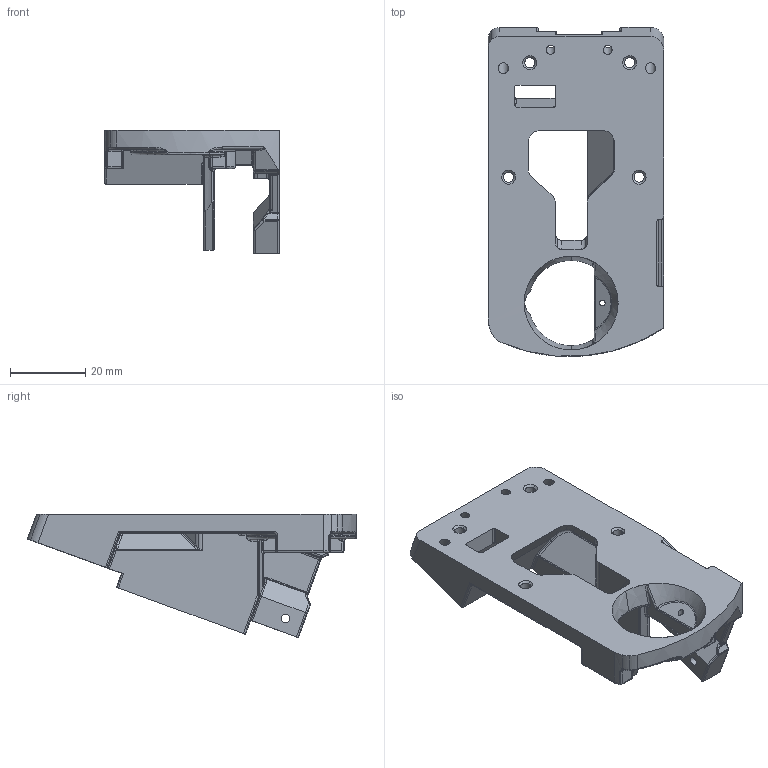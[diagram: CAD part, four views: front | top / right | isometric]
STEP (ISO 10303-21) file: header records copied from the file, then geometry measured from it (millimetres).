
FILE_DESCRIPTION(('STEP AP214'),'1');
FILE_NAME('Structure.stp','2023-01-31T18:13:12',(' '),(' '),'Spatial InterOp 3D',' ',' ');
FILE_SCHEMA(('AUTOMOTIVE_DESIGN { 1 0 10303 214 1 1 1 1 }'));
Length unit declared in the file: metre
Products named in the file (1): Structure
Bounding box: 46.71 x 87.63 x 32.82 mm (x, y, z)
Volume: 24514.9 mm3; surface area: 14689.4 mm2
Topology: 1 solids, 1 shells, 560 faces, 1490 edges, 909 vertices
Faces by surface type: cylinder 323, bspline 81, plane 80, torus 37, cone 31, sphere 6, revolution 2
Entity records: 48691 total; most frequent: CARTESIAN_POINT 35142, ORIENTED_EDGE 2936, DIRECTION 2772, EDGE_CURVE 1468, AXIS2_PLACEMENT_3D 1101, VERTEX_POINT 909, EDGE_LOOP 587, LINE 568
